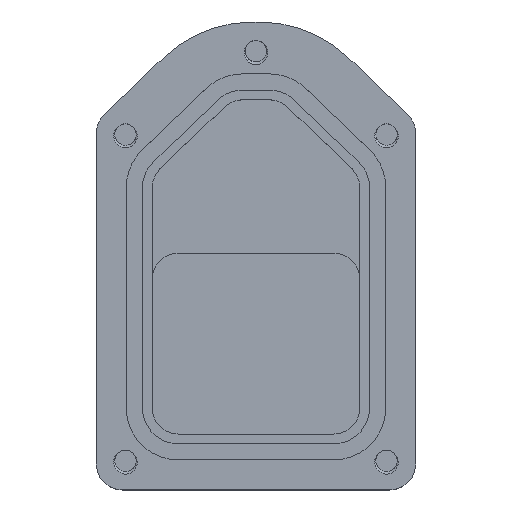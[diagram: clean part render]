
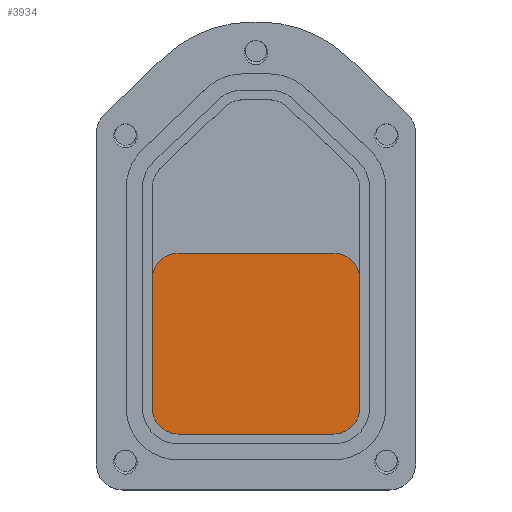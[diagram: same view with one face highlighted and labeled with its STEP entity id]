
A CAD part, top view. The second image highlights one B-rep face of the part: STEP entity #3934.
In plain terms, the highlighted planar face has unit normal (0, 0, 1).
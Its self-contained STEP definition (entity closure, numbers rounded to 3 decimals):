
#58=PLANE('',#4204);
#241=FACE_OUTER_BOUND('',#426,.T.);
#426=EDGE_LOOP('',(#3533,#3534,#3535,#3536,#3537,#3538,#3539,#3540));
#874=CIRCLE('',#4198,4.);
#876=CIRCLE('',#4202,4.);
#878=CIRCLE('',#4205,4.);
#879=CIRCLE('',#4206,4.);
#1054=LINE('',#38448,#1248);
#1058=LINE('',#38462,#1252);
#1059=LINE('',#38464,#1253);
#1060=LINE('',#38467,#1254);
#1248=VECTOR('',#4875,10.);
#1252=VECTOR('',#4889,10.);
#1253=VECTOR('',#4890,10.);
#1254=VECTOR('',#4893,10.);
#1720=VERTEX_POINT('',#38438);
#1722=VERTEX_POINT('',#38441);
#1724=VERTEX_POINT('',#38447);
#1726=VERTEX_POINT('',#38453);
#1728=VERTEX_POINT('',#38459);
#1729=VERTEX_POINT('',#38460);
#1730=VERTEX_POINT('',#38463);
#1731=VERTEX_POINT('',#38465);
#2340=EDGE_CURVE('',#1722,#1720,#874,.T.);
#2343=EDGE_CURVE('',#1724,#1722,#1054,.F.);
#2346=EDGE_CURVE('',#1726,#1724,#876,.T.);
#2349=EDGE_CURVE('',#1728,#1729,#878,.T.);
#2350=EDGE_CURVE('',#1729,#1726,#1058,.F.);
#2351=EDGE_CURVE('',#1720,#1730,#1059,.F.);
#2352=EDGE_CURVE('',#1730,#1731,#879,.T.);
#2353=EDGE_CURVE('',#1731,#1728,#1060,.T.);
#3533=ORIENTED_EDGE('',*,*,#2349,.T.);
#3534=ORIENTED_EDGE('',*,*,#2350,.T.);
#3535=ORIENTED_EDGE('',*,*,#2346,.T.);
#3536=ORIENTED_EDGE('',*,*,#2343,.T.);
#3537=ORIENTED_EDGE('',*,*,#2340,.T.);
#3538=ORIENTED_EDGE('',*,*,#2351,.T.);
#3539=ORIENTED_EDGE('',*,*,#2352,.T.);
#3540=ORIENTED_EDGE('',*,*,#2353,.T.);
#3934=ADVANCED_FACE('',(#241),#58,.T.);
#4198=AXIS2_PLACEMENT_3D('',#38442,#4868,#4869);
#4202=AXIS2_PLACEMENT_3D('',#38454,#4880,#4881);
#4204=AXIS2_PLACEMENT_3D('',#38458,#4885,#4886);
#4205=AXIS2_PLACEMENT_3D('',#38461,#4887,#4888);
#4206=AXIS2_PLACEMENT_3D('',#38466,#4891,#4892);
#4868=DIRECTION('center_axis',(0.,0.,1.));
#4869=DIRECTION('ref_axis',(0.,-1.,0.));
#4875=DIRECTION('',(-1.,0.,0.));
#4880=DIRECTION('center_axis',(0.,0.,1.));
#4881=DIRECTION('ref_axis',(-1.,0.,0.));
#4885=DIRECTION('center_axis',(0.,0.,1.));
#4886=DIRECTION('ref_axis',(1.,0.,0.));
#4887=DIRECTION('center_axis',(0.,0.,1.));
#4888=DIRECTION('ref_axis',(-0.707,0.707,0.));
#4889=DIRECTION('',(0.,1.,0.));
#4890=DIRECTION('',(0.,-1.,0.));
#4891=DIRECTION('center_axis',(0.,0.,1.));
#4892=DIRECTION('ref_axis',(0.707,0.707,0.));
#4893=DIRECTION('',(-1.,0.,0.));
#38438=CARTESIAN_POINT('',(31.584,2.,19.5));
#38441=CARTESIAN_POINT('',(27.584,-2.,19.5));
#38442=CARTESIAN_POINT('Origin',(27.584,2.,19.5));
#38447=CARTESIAN_POINT('',(3.584,-2.,19.5));
#38448=CARTESIAN_POINT('',(20.084,-2.,19.5));
#38453=CARTESIAN_POINT('',(-0.416,2.,19.5));
#38454=CARTESIAN_POINT('Origin',(3.584,2.,19.5));
#38458=CARTESIAN_POINT('Origin',(14.584,20.5,19.5));
#38459=CARTESIAN_POINT('',(3.584,25.905,19.5));
#38460=CARTESIAN_POINT('',(-0.416,21.905,19.5));
#38461=CARTESIAN_POINT('Origin',(3.584,21.905,19.5));
#38462=CARTESIAN_POINT('',(-0.416,10.75,19.5));
#38463=CARTESIAN_POINT('',(31.584,21.905,19.5));
#38464=CARTESIAN_POINT('',(31.584,29.25,19.5));
#38465=CARTESIAN_POINT('',(27.584,25.905,19.5));
#38466=CARTESIAN_POINT('Origin',(27.584,21.905,19.5));
#38467=CARTESIAN_POINT('',(15.084,25.905,19.5));
